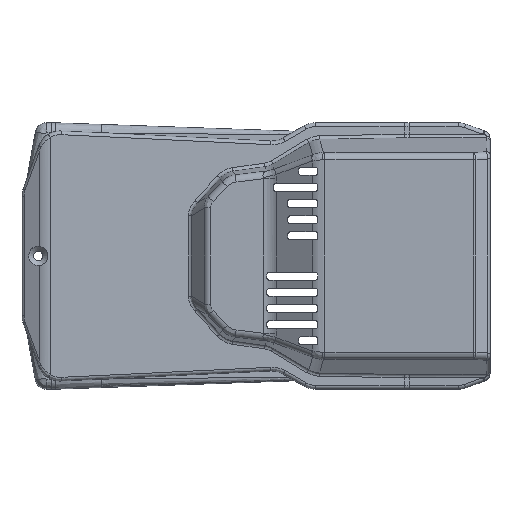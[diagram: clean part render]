
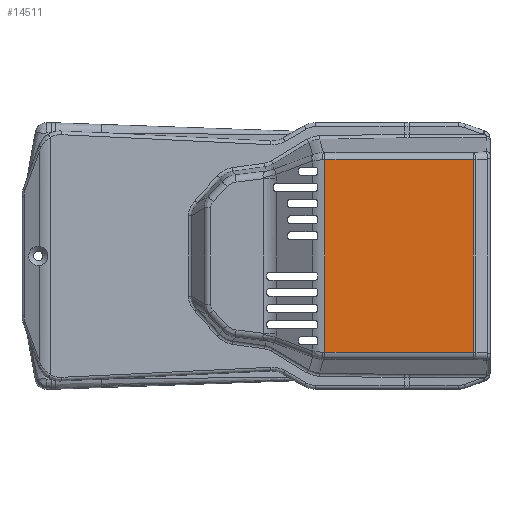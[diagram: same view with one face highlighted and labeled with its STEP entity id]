
A CAD part, front view. The second image highlights one B-rep face of the part: STEP entity #14511.
In plain terms, the highlighted planar face has unit normal (0, -1, 0).
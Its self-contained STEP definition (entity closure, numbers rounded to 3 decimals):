
#1458=FACE_OUTER_BOUND('',#2256,.T.);
#2256=EDGE_LOOP('',(#10667,#10668,#10669,#10670));
#3157=LINE('',#21382,#4556);
#3418=LINE('',#22860,#4817);
#3419=LINE('',#22862,#4818);
#3420=LINE('',#22863,#4819);
#4556=VECTOR('',#16975,10.);
#4817=VECTOR('',#17632,10.);
#4818=VECTOR('',#17633,10.);
#4819=VECTOR('',#17634,10.);
#5987=VERTEX_POINT('',#21379);
#5988=VERTEX_POINT('',#21381);
#6294=VERTEX_POINT('',#22859);
#6295=VERTEX_POINT('',#22861);
#7526=EDGE_CURVE('',#5987,#5988,#3157,.T.);
#7953=EDGE_CURVE('',#6294,#5988,#3418,.T.);
#7954=EDGE_CURVE('',#6295,#5987,#3419,.T.);
#7955=EDGE_CURVE('',#6295,#6294,#3420,.T.);
#10667=ORIENTED_EDGE('',*,*,#7953,.T.);
#10668=ORIENTED_EDGE('',*,*,#7526,.F.);
#10669=ORIENTED_EDGE('',*,*,#7954,.F.);
#10670=ORIENTED_EDGE('',*,*,#7955,.T.);
#14022=PLANE('',#15492);
#14511=ADVANCED_FACE('',(#1458),#14022,.T.);
#15492=AXIS2_PLACEMENT_3D('',#22858,#17630,#17631);
#16975=DIRECTION('',(0.,0.,1.));
#17630=DIRECTION('center_axis',(0.,-1.,0.));
#17631=DIRECTION('ref_axis',(-1.,0.,0.));
#17632=DIRECTION('',(-1.,0.,0.));
#17633=DIRECTION('',(-1.,0.,0.));
#17634=DIRECTION('',(0.,0.,1.));
#21379=CARTESIAN_POINT('',(-12.108,-34.,-25.96));
#21381=CARTESIAN_POINT('',(-12.108,-34.,25.96));
#21382=CARTESIAN_POINT('',(-12.108,-34.,0.));
#22858=CARTESIAN_POINT('Origin',(28.379,-34.,0.));
#22859=CARTESIAN_POINT('',(28.026,-34.,25.96));
#22860=CARTESIAN_POINT('',(29.689,-34.,25.96));
#22861=CARTESIAN_POINT('',(28.026,-34.,-25.96));
#22862=CARTESIAN_POINT('',(29.689,-34.,-25.96));
#22863=CARTESIAN_POINT('',(28.026,-34.,0.));
